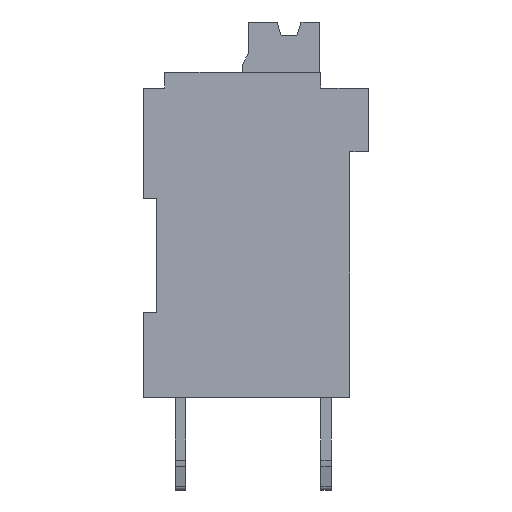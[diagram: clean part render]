
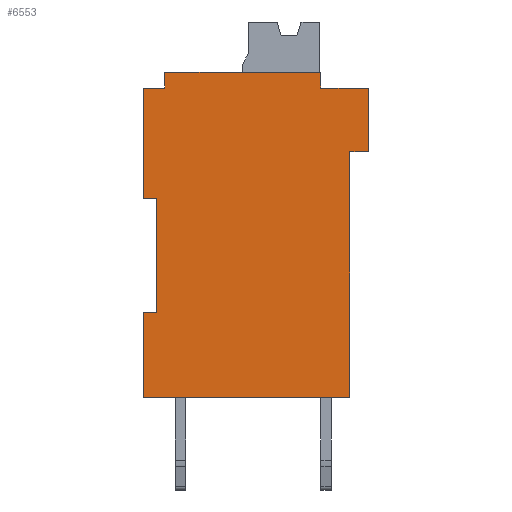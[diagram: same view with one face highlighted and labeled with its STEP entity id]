
A CAD part, left-side view. The second image highlights one B-rep face of the part: STEP entity #6553.
In plain terms, the highlighted planar face has unit normal (-1, 0, 0).
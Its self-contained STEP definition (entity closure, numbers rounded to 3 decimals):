
#1958 = VERTEX_POINT('',#1959);
#1959 = CARTESIAN_POINT('',(-4.6,-3.65,9.3));
#1965 = EDGE_CURVE('',#1958,#1966,#1968,.T.);
#1966 = VERTEX_POINT('',#1967);
#1967 = CARTESIAN_POINT('',(-4.6,-3.65,0.));
#1968 = LINE('',#1969,#1970);
#1969 = CARTESIAN_POINT('',(-4.6,-3.65,9.3));
#1970 = VECTOR('',#1971,1.);
#1971 = DIRECTION('',(0.,0.,-1.));
#2158 = VERTEX_POINT('',#2159);
#2159 = CARTESIAN_POINT('',(-4.6,-4.35,9.3));
#2165 = EDGE_CURVE('',#2158,#1958,#2166,.T.);
#2166 = LINE('',#2167,#2168);
#2167 = CARTESIAN_POINT('',(-4.6,-4.35,9.3));
#2168 = VECTOR('',#2169,1.);
#2169 = DIRECTION('',(0.,1.,0.));
#2189 = VERTEX_POINT('',#2190);
#2190 = CARTESIAN_POINT('',(-4.6,4.15,11.7));
#2196 = EDGE_CURVE('',#2189,#2197,#2199,.T.);
#2197 = VERTEX_POINT('',#2198);
#2198 = CARTESIAN_POINT('',(-4.6,3.35,11.7));
#2199 = LINE('',#2200,#2201);
#2200 = CARTESIAN_POINT('',(-4.6,-2.55,11.7));
#2201 = VECTOR('',#2202,1.);
#2202 = DIRECTION('',(0.,-1.,0.));
#2295 = VERTEX_POINT('',#2296);
#2296 = CARTESIAN_POINT('',(-4.6,-2.55,11.7));
#2302 = EDGE_CURVE('',#2295,#2303,#2305,.T.);
#2303 = VERTEX_POINT('',#2304);
#2304 = CARTESIAN_POINT('',(-4.6,-4.35,11.7));
#2305 = LINE('',#2306,#2307);
#2306 = CARTESIAN_POINT('',(-4.6,-2.55,11.7));
#2307 = VECTOR('',#2308,1.);
#2308 = DIRECTION('',(0.,-1.,0.));
#2438 = EDGE_CURVE('',#2439,#2189,#2441,.T.);
#2439 = VERTEX_POINT('',#2440);
#2440 = CARTESIAN_POINT('',(-4.6,4.15,7.54));
#2441 = LINE('',#2442,#2443);
#2442 = CARTESIAN_POINT('',(-4.6,4.15,7.54));
#2443 = VECTOR('',#2444,1.);
#2444 = DIRECTION('',(0.,0.,1.));
#2566 = EDGE_CURVE('',#2303,#2158,#2567,.T.);
#2567 = LINE('',#2568,#2569);
#2568 = CARTESIAN_POINT('',(-4.6,-4.35,11.7));
#2569 = VECTOR('',#2570,1.);
#2570 = DIRECTION('',(0.,0.,-1.));
#2590 = VERTEX_POINT('',#2591);
#2591 = CARTESIAN_POINT('',(-4.6,4.15,0.));
#2597 = EDGE_CURVE('',#2590,#2598,#2600,.T.);
#2598 = VERTEX_POINT('',#2599);
#2599 = CARTESIAN_POINT('',(-4.6,4.15,3.2));
#2600 = LINE('',#2601,#2602);
#2601 = CARTESIAN_POINT('',(-4.6,4.15,0.));
#2602 = VECTOR('',#2603,1.);
#2603 = DIRECTION('',(0.,0.,1.));
#6337 = VERTEX_POINT('',#6338);
#6338 = CARTESIAN_POINT('',(-4.6,3.35,
    12.3));
#6344 = EDGE_CURVE('',#6345,#6337,#6347,.T.);
#6345 = VERTEX_POINT('',#6346);
#6346 = CARTESIAN_POINT('',(-4.6,-2.55,
    12.3));
#6347 = LINE('',#6348,#6349);
#6348 = CARTESIAN_POINT('',(-4.6,-2.55,
    12.3));
#6349 = VECTOR('',#6350,1.);
#6350 = DIRECTION('',(0.,1.,0.));
#6543 = EDGE_CURVE('',#6337,#2197,#6544,.T.);
#6544 = LINE('',#6545,#6546);
#6545 = CARTESIAN_POINT('',(-4.6,3.35,
    12.3));
#6546 = VECTOR('',#6547,1.);
#6547 = DIRECTION('',(0.,0.,-1.));
#6553 = ADVANCED_FACE('',(#6554),#6599,.F.);
#6554 = FACE_BOUND('',#6555,.T.);
#6555 = EDGE_LOOP('',(#6556,#6564,#6565,#6571,#6572,#6573,#6574,#6575,
    #6581,#6582,#6583,#6584,#6585,#6593));
#6556 = ORIENTED_EDGE('',*,*,#6557,.F.);
#6557 = EDGE_CURVE('',#2598,#6558,#6560,.T.);
#6558 = VERTEX_POINT('',#6559);
#6559 = CARTESIAN_POINT('',(-4.6,3.65,3.2));
#6560 = LINE('',#6561,#6562);
#6561 = CARTESIAN_POINT('',(-4.6,4.15,3.2));
#6562 = VECTOR('',#6563,1.);
#6563 = DIRECTION('',(0.,-1.,0.));
#6564 = ORIENTED_EDGE('',*,*,#2597,.F.);
#6565 = ORIENTED_EDGE('',*,*,#6566,.F.);
#6566 = EDGE_CURVE('',#1966,#2590,#6567,.T.);
#6567 = LINE('',#6568,#6569);
#6568 = CARTESIAN_POINT('',(-4.6,-3.65,0.));
#6569 = VECTOR('',#6570,1.);
#6570 = DIRECTION('',(0.,1.,0.));
#6571 = ORIENTED_EDGE('',*,*,#1965,.F.);
#6572 = ORIENTED_EDGE('',*,*,#2165,.F.);
#6573 = ORIENTED_EDGE('',*,*,#2566,.F.);
#6574 = ORIENTED_EDGE('',*,*,#2302,.F.);
#6575 = ORIENTED_EDGE('',*,*,#6576,.T.);
#6576 = EDGE_CURVE('',#2295,#6345,#6577,.T.);
#6577 = LINE('',#6578,#6579);
#6578 = CARTESIAN_POINT('',(-4.6,-2.55,
    11.7));
#6579 = VECTOR('',#6580,1.);
#6580 = DIRECTION('',(0.,0.,1.));
#6581 = ORIENTED_EDGE('',*,*,#6344,.T.);
#6582 = ORIENTED_EDGE('',*,*,#6543,.T.);
#6583 = ORIENTED_EDGE('',*,*,#2196,.F.);
#6584 = ORIENTED_EDGE('',*,*,#2438,.F.);
#6585 = ORIENTED_EDGE('',*,*,#6586,.F.);
#6586 = EDGE_CURVE('',#6587,#2439,#6589,.T.);
#6587 = VERTEX_POINT('',#6588);
#6588 = CARTESIAN_POINT('',(-4.6,3.65,7.54));
#6589 = LINE('',#6590,#6591);
#6590 = CARTESIAN_POINT('',(-4.6,3.65,7.54));
#6591 = VECTOR('',#6592,1.);
#6592 = DIRECTION('',(0.,1.,0.));
#6593 = ORIENTED_EDGE('',*,*,#6594,.F.);
#6594 = EDGE_CURVE('',#6558,#6587,#6595,.T.);
#6595 = LINE('',#6596,#6597);
#6596 = CARTESIAN_POINT('',(-4.6,3.65,3.2));
#6597 = VECTOR('',#6598,1.);
#6598 = DIRECTION('',(0.,0.,1.));
#6599 = PLANE('',#6600);
#6600 = AXIS2_PLACEMENT_3D('',#6601,#6602,#6603);
#6601 = CARTESIAN_POINT('',(-4.6,4.15,
    12.3));
#6602 = DIRECTION('',(1.,0.,0.));
#6603 = DIRECTION('',(0.,0.,-1.));
